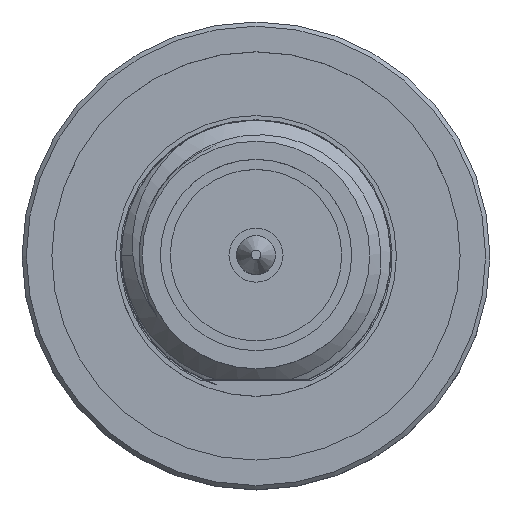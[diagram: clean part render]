
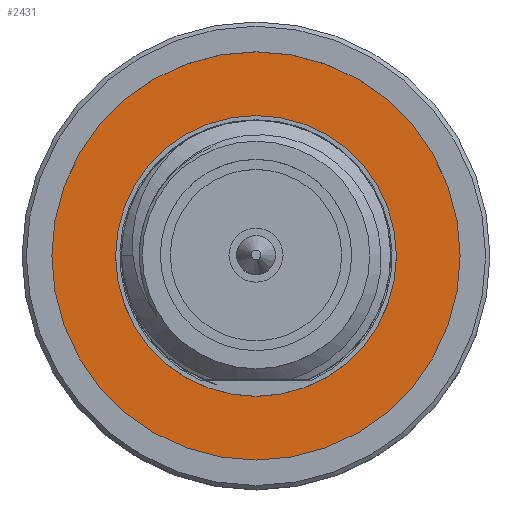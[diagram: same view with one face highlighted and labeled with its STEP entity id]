
A CAD part, top view. The second image highlights one B-rep face of the part: STEP entity #2431.
In plain terms, the highlighted planar face has unit normal (0, 0, 1).
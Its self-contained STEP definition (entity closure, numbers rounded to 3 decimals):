
#65=CIRCLE('',#2492,3.3);
#81=CIRCLE('',#2553,4.8);
#472=ORIENTED_EDGE('',*,*,#707,.T.);
#473=ORIENTED_EDGE('',*,*,#836,.F.);
#707=EDGE_CURVE('',#954,#954,#65,.T.);
#836=EDGE_CURVE('',#1041,#1041,#81,.T.);
#954=VERTEX_POINT('',#3111);
#1041=VERTEX_POINT('',#11852);
#1386=EDGE_LOOP('',(#472));
#1387=EDGE_LOOP('',(#473));
#1518=FACE_BOUND('',#1386,.T.);
#1519=FACE_BOUND('',#1387,.T.);
#1614=PLANE('',#2552);
#2431=ADVANCED_FACE('',(#1518,#1519),#1614,.F.);
#2492=AXIS2_PLACEMENT_3D('',#3110,#2664,#2665);
#2552=AXIS2_PLACEMENT_3D('',#11850,#2821,#2822);
#2553=AXIS2_PLACEMENT_3D('',#11851,#2823,#2824);
#2664=DIRECTION('',(0.,0.,-1.));
#2665=DIRECTION('',(0.,-1.,0.));
#2821=DIRECTION('',(0.,0.,-1.));
#2822=DIRECTION('',(-1.,0.,0.));
#2823=DIRECTION('',(0.,0.,-1.));
#2824=DIRECTION('',(0.,-1.,0.));
#3110=CARTESIAN_POINT('',(0.,0.,3.29));
#3111=CARTESIAN_POINT('',(0.,-3.3,3.29));
#11850=CARTESIAN_POINT('',(0.,0.,3.29));
#11851=CARTESIAN_POINT('',(0.,0.,3.29));
#11852=CARTESIAN_POINT('',(0.,-4.8,3.29));
